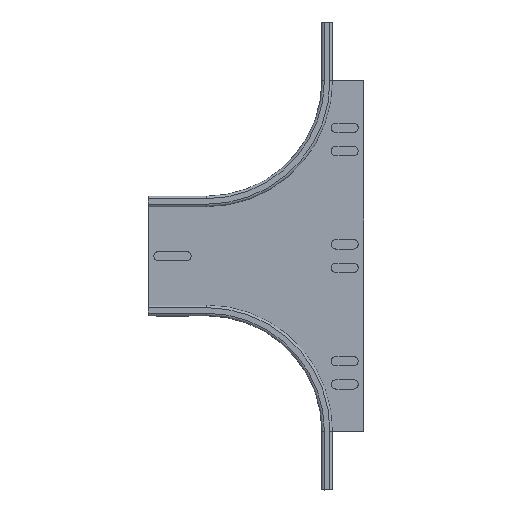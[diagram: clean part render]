
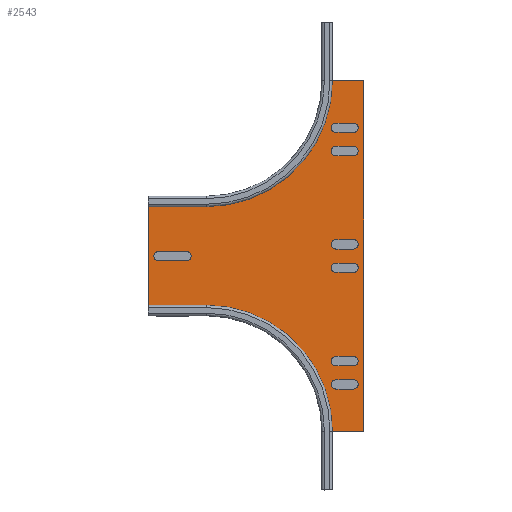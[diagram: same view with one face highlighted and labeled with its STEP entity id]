
A CAD part, top view. The second image highlights one B-rep face of the part: STEP entity #2543.
In plain terms, the highlighted planar face has unit normal (0, 0, 1).
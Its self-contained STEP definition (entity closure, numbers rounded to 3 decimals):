
#213=FACE_OUTER_BOUND('',#363,.T.);
#363=EDGE_LOOP('',(#2073,#2074,#2075,#2076,#2077,#2078,#2079,#2080));
#538=CIRCLE('',#2845,101.6);
#540=CIRCLE('',#2854,101.6);
#728=LINE('',#4347,#938);
#732=LINE('',#4364,#942);
#738=LINE('',#4378,#948);
#744=LINE('',#4389,#954);
#745=LINE('',#4392,#955);
#746=LINE('',#4394,#956);
#938=VECTOR('',#3483,1.);
#942=VECTOR('',#3505,1.);
#948=VECTOR('',#3517,1.);
#954=VECTOR('',#3527,1.);
#955=VECTOR('',#3530,1.);
#956=VECTOR('',#3531,1.);
#1199=VERTEX_POINT('',#4335);
#1201=VERTEX_POINT('',#4343);
#1202=VERTEX_POINT('',#4345);
#1206=VERTEX_POINT('',#4363);
#1211=VERTEX_POINT('',#4377);
#1213=VERTEX_POINT('',#4383);
#1215=VERTEX_POINT('',#4391);
#1216=VERTEX_POINT('',#4393);
#1526=EDGE_CURVE('',#1201,#1202,#728,.T.);
#1531=EDGE_CURVE('',#1201,#1199,#538,.T.);
#1534=EDGE_CURVE('',#1206,#1199,#732,.T.);
#1541=EDGE_CURVE('',#1211,#1206,#738,.T.);
#1547=EDGE_CURVE('',#1213,#1211,#744,.T.);
#1548=EDGE_CURVE('',#1215,#1202,#745,.T.);
#1549=EDGE_CURVE('',#1216,#1215,#746,.T.);
#1550=EDGE_CURVE('',#1216,#1213,#540,.T.);
#2073=ORIENTED_EDGE('',*,*,#1548,.F.);
#2074=ORIENTED_EDGE('',*,*,#1549,.F.);
#2075=ORIENTED_EDGE('',*,*,#1550,.T.);
#2076=ORIENTED_EDGE('',*,*,#1547,.T.);
#2077=ORIENTED_EDGE('',*,*,#1541,.T.);
#2078=ORIENTED_EDGE('',*,*,#1534,.T.);
#2079=ORIENTED_EDGE('',*,*,#1531,.F.);
#2080=ORIENTED_EDGE('',*,*,#1526,.T.);
#2436=PLANE('',#2853);
#2543=ADVANCED_FACE('',(#213),#2436,.F.);
#2845=AXIS2_PLACEMENT_3D('',#4357,#3497,#3498);
#2853=AXIS2_PLACEMENT_3D('',#4390,#3528,#3529);
#2854=AXIS2_PLACEMENT_3D('',#4395,#3532,#3533);
#3483=DIRECTION('',(-1.,0.,0.));
#3497=DIRECTION('center_axis',(0.,0.,1.));
#3498=DIRECTION('ref_axis',(0.,-1.,0.));
#3505=DIRECTION('',(-1.,0.,0.));
#3517=DIRECTION('',(0.,1.,0.));
#3527=DIRECTION('',(1.,0.,0.));
#3528=DIRECTION('center_axis',(0.,0.,-1.));
#3529=DIRECTION('ref_axis',(1.,0.,0.));
#3530=DIRECTION('',(0.,1.,0.));
#3531=DIRECTION('',(-1.,0.,0.));
#3532=DIRECTION('center_axis',(0.,0.,-1.));
#3533=DIRECTION('ref_axis',(0.,1.,0.));
#4335=CARTESIAN_POINT('',(166.294,214.896,-2.));
#4343=CARTESIAN_POINT('',(64.694,113.296,-2.));
#4345=CARTESIAN_POINT('',(14.694,113.296,-2.));
#4347=CARTESIAN_POINT('',(64.694,113.296,-2.));
#4357=CARTESIAN_POINT('Origin',(64.694,214.896,-2.));
#4363=CARTESIAN_POINT('',(199.694,214.896,-2.));
#4364=CARTESIAN_POINT('',(132.194,214.896,-2.));
#4377=CARTESIAN_POINT('',(199.694,-85.504,-2.));
#4378=CARTESIAN_POINT('',(199.694,11.796,-2.));
#4383=CARTESIAN_POINT('',(166.294,-85.504,-2.));
#4389=CARTESIAN_POINT('',(132.194,-85.504,-2.));
#4390=CARTESIAN_POINT('Origin',(64.694,65.496,-2.));
#4391=CARTESIAN_POINT('',(14.694,16.096,-2.));
#4392=CARTESIAN_POINT('',(14.694,16.096,-2.));
#4393=CARTESIAN_POINT('',(64.694,16.096,-2.));
#4394=CARTESIAN_POINT('',(64.694,16.096,-2.));
#4395=CARTESIAN_POINT('Origin',(64.694,-85.504,-2.));
